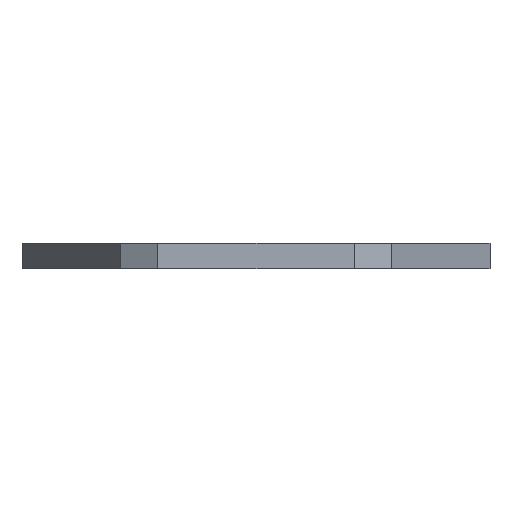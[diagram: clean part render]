
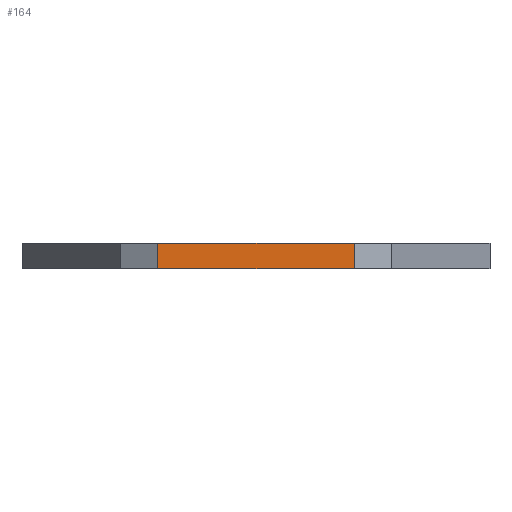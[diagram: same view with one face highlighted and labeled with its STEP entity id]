
A CAD part, left-side view. The second image highlights one B-rep face of the part: STEP entity #164.
In plain terms, the highlighted planar face has unit normal (-1, 0, 0).
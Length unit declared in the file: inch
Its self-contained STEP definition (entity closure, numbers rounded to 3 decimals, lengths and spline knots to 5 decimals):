
#17 = EDGE_CURVE ( 'NONE', #553, #653, #713, .T. ) ;
#27 = CARTESIAN_POINT ( 'NONE',  ( -1.0625, -0.48843, 0.125 ) ) ;
#32 = CARTESIAN_POINT ( 'NONE',  ( -1.0625, -0.48843, 0. ) ) ;
#45 = ORIENTED_EDGE ( 'NONE', *, *, #411, .F. ) ;
#48 = VECTOR ( 'NONE', #505, 39.37008 ) ;
#84 = CARTESIAN_POINT ( 'NONE',  ( -1.0625, 0.48843, 0.125 ) ) ;
#93 = EDGE_CURVE ( 'NONE', #745, #653, #345, .T. ) ;
#143 = ORIENTED_EDGE ( 'NONE', *, *, #497, .T. ) ;
#164 = ADVANCED_FACE ( 'NONE', ( #460 ), #768, .F. ) ;
#187 = CARTESIAN_POINT ( 'NONE',  ( -1.0625, -0.48843, 0.125 ) ) ;
#209 = CARTESIAN_POINT ( 'NONE',  ( -1.0625, 0.48843, 0.125 ) ) ;
#336 = DIRECTION ( 'NONE',  ( 0., 0., -1. ) ) ;
#345 = LINE ( 'NONE', #645, #508 ) ;
#378 = LINE ( 'NONE', #682, #809 ) ;
#391 = DIRECTION ( 'NONE',  ( 1., 0., 0. ) ) ;
#411 = EDGE_CURVE ( 'NONE', #461, #553, #883, .T. ) ;
#439 = CARTESIAN_POINT ( 'NONE',  ( -1.0625, 0.48843, 0.125 ) ) ;
#460 = FACE_OUTER_BOUND ( 'NONE', #536, .T. ) ;
#461 = VERTEX_POINT ( 'NONE', #439 ) ;
#497 = EDGE_CURVE ( 'NONE', #461, #745, #378, .T. ) ;
#505 = DIRECTION ( 'NONE',  ( 0., -1., 0. ) ) ;
#508 = VECTOR ( 'NONE', #947, 39.37008 ) ;
#514 = ORIENTED_EDGE ( 'NONE', *, *, #17, .F. ) ;
#536 = EDGE_LOOP ( 'NONE', ( #668, #514, #45, #143 ) ) ;
#553 = VERTEX_POINT ( 'NONE', #187 ) ;
#559 = CARTESIAN_POINT ( 'NONE',  ( -1.0625, 0.48843, 0. ) ) ;
#645 = CARTESIAN_POINT ( 'NONE',  ( -1.0625, 0.48843, 0. ) ) ;
#653 = VERTEX_POINT ( 'NONE', #32 ) ;
#668 = ORIENTED_EDGE ( 'NONE', *, *, #93, .T. ) ;
#682 = CARTESIAN_POINT ( 'NONE',  ( -1.0625, 0.48843, 0.125 ) ) ;
#695 = DIRECTION ( 'NONE',  ( 0., 1., 0. ) ) ;
#713 = LINE ( 'NONE', #27, #890 ) ;
#745 = VERTEX_POINT ( 'NONE', #559 ) ;
#768 = PLANE ( 'NONE',  #793 ) ;
#793 = AXIS2_PLACEMENT_3D ( 'NONE', #84, #391, #695 ) ;
#809 = VECTOR ( 'NONE', #979, 39.37008 ) ;
#883 = LINE ( 'NONE', #209, #48 ) ;
#890 = VECTOR ( 'NONE', #336, 39.37008 ) ;
#947 = DIRECTION ( 'NONE',  ( 0., -1., 0. ) ) ;
#979 = DIRECTION ( 'NONE',  ( 0., 0., -1. ) ) ;
